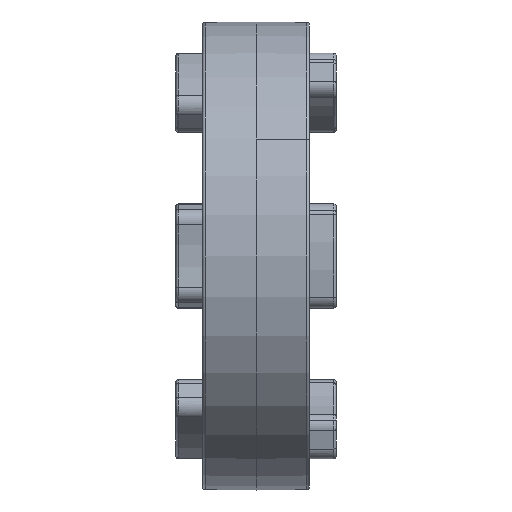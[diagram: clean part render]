
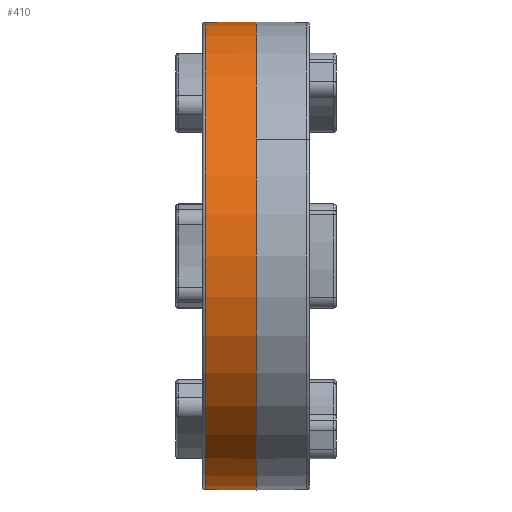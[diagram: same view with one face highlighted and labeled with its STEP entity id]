
A CAD part, left-side view. The second image highlights one B-rep face of the part: STEP entity #410.
In plain terms, the highlighted conical face has half-angle 0.5 degrees and reference radius 27.94 mm.
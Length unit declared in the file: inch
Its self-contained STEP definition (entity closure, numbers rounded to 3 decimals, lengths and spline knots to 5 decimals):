
#410 = ADVANCED_FACE ( 'NONE', ( #11779 ), #11760, .T. ) ;
#1554 = CARTESIAN_POINT ( 'NONE',  ( 0., 0.23954, -1.09791 ) ) ;
#3002 = CIRCLE ( 'NONE', #10033, 1.1 ) ;
#3874 = LINE ( 'NONE', #9843, #10984 ) ;
#8183 = CARTESIAN_POINT ( 'NONE',  ( 0., 0., 0. ) ) ;
#8184 = DIRECTION ( 'NONE',  ( 0., -1., 0. ) ) ;
#8185 = DIRECTION ( 'NONE',  ( 0.866, 0., -0.5 ) ) ;
#9837 = DIRECTION ( 'NONE',  ( 0., -1., 0.009 ) ) ;
#9843 = CARTESIAN_POINT ( 'NONE',  ( 0., 0., 1.1 ) ) ;
#9846 = DIRECTION ( 'NONE',  ( 0., -1., -0.009 ) ) ;
#9850 = CARTESIAN_POINT ( 'NONE',  ( 0., 0., -1.1 ) ) ;
#9852 = CARTESIAN_POINT ( 'NONE',  ( 0., 0., 0. ) ) ;
#9853 = DIRECTION ( 'NONE',  ( 0., -1., 0. ) ) ;
#9854 = DIRECTION ( 'NONE',  ( 0.866, 0., -0.5 ) ) ;
#9857 = CARTESIAN_POINT ( 'NONE',  ( 0., 0.23954, 0. ) ) ;
#9858 = DIRECTION ( 'NONE',  ( 0., -1., 0. ) ) ;
#9859 = DIRECTION ( 'NONE',  ( 0., 0., -1. ) ) ;
#10033 = AXIS2_PLACEMENT_3D ( 'NONE', #9852, #9853, #9854 ) ;
#10034 = AXIS2_PLACEMENT_3D ( 'NONE', #9857, #9858, #9859 ) ;
#10547 = AXIS2_PLACEMENT_3D ( 'NONE', #8183, #8184, #8185 ) ;
#10984 = VECTOR ( 'NONE', #9837, 39.37008 ) ;
#11760 = CONICAL_SURFACE ( 'NONE', #24315, 1.1, 0.009 ) ;
#11779 = FACE_OUTER_BOUND ( 'NONE', #28638, .T. ) ;
#13220 = CARTESIAN_POINT ( 'NONE',  ( 0., 0., 1.1 ) ) ;
#14488 = EDGE_CURVE ( 'NONE', #26352, #32263, #3874, .T. ) ;
#14489 = EDGE_CURVE ( 'NONE', #32263, #26286, #3002, .T. ) ;
#14490 = EDGE_CURVE ( 'NONE', #27047, #26275, #37956, .T. ) ;
#14491 = EDGE_CURVE ( 'NONE', #26352, #27047, #19165, .T. ) ;
#16262 = CARTESIAN_POINT ( 'NONE',  ( 0., 0., -1.1 ) ) ;
#16310 = CARTESIAN_POINT ( 'NONE',  ( -0.95263, 0., 0.55 ) ) ;
#16566 = CARTESIAN_POINT ( 'NONE',  ( 0., 0.23954, 1.09791 ) ) ;
#19159 = VECTOR ( 'NONE', #9846, 39.37008 ) ;
#19165 = CIRCLE ( 'NONE', #10034, 1.09791 ) ;
#20099 = ORIENTED_EDGE ( 'NONE', *, *, #14488, .F. ) ;
#20101 = ORIENTED_EDGE ( 'NONE', *, *, #14489, .F. ) ;
#20103 = ORIENTED_EDGE ( 'NONE', *, *, #22748, .F. ) ;
#20105 = ORIENTED_EDGE ( 'NONE', *, *, #14490, .T. ) ;
#20503 = ORIENTED_EDGE ( 'NONE', *, *, #14491, .T. ) ;
#20858 = CIRCLE ( 'NONE', #10547, 1.1 ) ;
#22748 = EDGE_CURVE ( 'NONE', #26286, #26275, #20858, .T. ) ;
#24315 = AXIS2_PLACEMENT_3D ( 'NONE', #39180, #39182, #39184 ) ;
#26275 = VERTEX_POINT ( 'NONE', #16262 ) ;
#26286 = VERTEX_POINT ( 'NONE', #16310 ) ;
#26352 = VERTEX_POINT ( 'NONE', #16566 ) ;
#27047 = VERTEX_POINT ( 'NONE', #1554 ) ;
#28638 = EDGE_LOOP ( 'NONE', ( #20503, #20105, #20103, #20101, #20099 ) ) ;
#32263 = VERTEX_POINT ( 'NONE', #13220 ) ;
#37956 = LINE ( 'NONE', #9850, #19159 ) ;
#39180 = CARTESIAN_POINT ( 'NONE',  ( 0., 0., 0. ) ) ;
#39182 = DIRECTION ( 'NONE',  ( 0., -1., 0. ) ) ;
#39184 = DIRECTION ( 'NONE',  ( 0., 0., 1. ) ) ;
